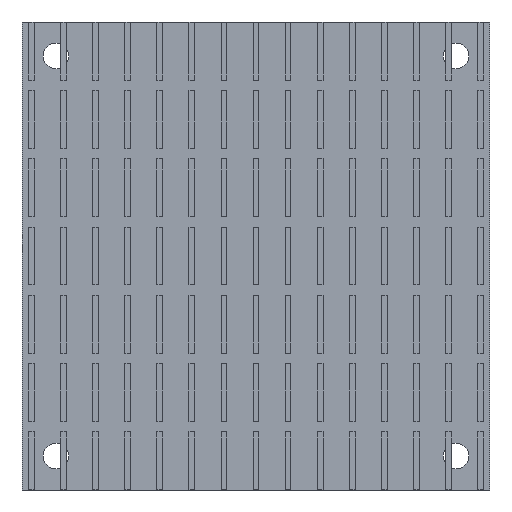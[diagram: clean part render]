
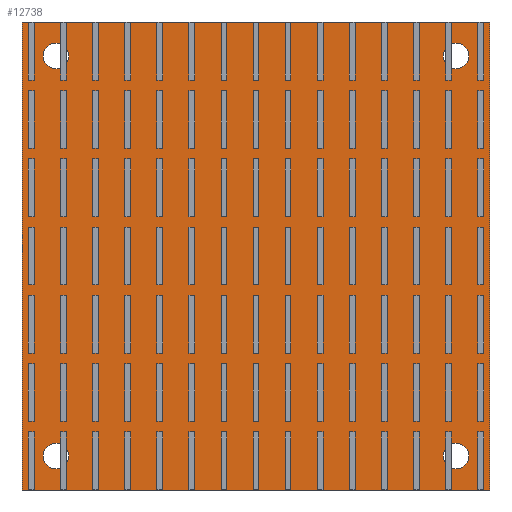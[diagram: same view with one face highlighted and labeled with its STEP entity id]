
A CAD part, front view. The second image highlights one B-rep face of the part: STEP entity #12738.
In plain terms, the highlighted face is planar.
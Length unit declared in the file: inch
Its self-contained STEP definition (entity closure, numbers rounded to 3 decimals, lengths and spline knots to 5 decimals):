
#468 = AXIS2_PLACEMENT_3D ( 'NONE', #31598, #28450, #17799 ) ;
#1070 = CARTESIAN_POINT ( 'NONE',  ( 2.481, -8.64381, -52.96141 ) ) ;
#1244 = DIRECTION ( 'NONE',  ( 1., 0., 0. ) ) ;
#1552 = DIRECTION ( 'NONE',  ( -1., 0., 0. ) ) ;
#1567 = VERTEX_POINT ( 'NONE', #31377 ) ;
#1573 = EDGE_CURVE ( 'NONE', #11198, #4575, #9780, .T. ) ;
#2060 = AXIS2_PLACEMENT_3D ( 'NONE', #33710, #6803, #23091 ) ;
#2372 = CARTESIAN_POINT ( 'NONE',  ( 2.756, 0., -52.96141 ) ) ;
#2405 = EDGE_CURVE ( 'NONE', #33751, #15775, #4110, .T. ) ;
#2413 = DIRECTION ( 'NONE',  ( 0., 0., 1. ) ) ;
#2540 = FACE_BOUND ( 'NONE', #15345, .T. ) ;
#2559 = EDGE_LOOP ( 'NONE', ( #6978, #18645 ) ) ;
#3665 = CARTESIAN_POINT ( 'NONE',  ( 2.756, -8.84381, -52.96141 ) ) ;
#3780 = AXIS2_PLACEMENT_3D ( 'NONE', #31317, #12206, #1244 ) ;
#3804 = ORIENTED_EDGE ( 'NONE', *, *, #27120, .T. ) ;
#4110 = CIRCLE ( 'NONE', #21052, 0.075 ) ;
#4371 = EDGE_CURVE ( 'NONE', #4575, #25588, #8986, .T. ) ;
#4575 = VERTEX_POINT ( 'NONE', #25815 ) ;
#5013 = FACE_BOUND ( 'NONE', #34609, .T. ) ;
#5245 = DIRECTION ( 'NONE',  ( 1., 0., 0. ) ) ;
#5717 = VECTOR ( 'NONE', #1552, 39.37008 ) ;
#6803 = DIRECTION ( 'NONE',  ( 0., 0., 1. ) ) ;
#6962 = CARTESIAN_POINT ( 'NONE',  ( 2.756, -8.84381, -52.96141 ) ) ;
#6978 = ORIENTED_EDGE ( 'NONE', *, *, #26835, .T. ) ;
#7327 = LINE ( 'NONE', #9975, #13937 ) ;
#7476 = ORIENTED_EDGE ( 'NONE', *, *, #20788, .T. ) ;
#7509 = CARTESIAN_POINT ( 'NONE',  ( 0.125, -6.28781, -52.96141 ) ) ;
#8248 = CARTESIAN_POINT ( 'NONE',  ( 2.556, -8.64381, -52.96141 ) ) ;
#8610 = DIRECTION ( 'NONE',  ( 0., 0., 1. ) ) ;
#8699 = EDGE_CURVE ( 'NONE', #1567, #25588, #12167, .T. ) ;
#8986 = LINE ( 'NONE', #19445, #28600 ) ;
#9670 = EDGE_CURVE ( 'NONE', #16769, #18439, #29465, .T. ) ;
#9780 = LINE ( 'NONE', #6962, #18782 ) ;
#9975 = CARTESIAN_POINT ( 'NONE',  ( 2.756, 0., -52.96141 ) ) ;
#10211 = CARTESIAN_POINT ( 'NONE',  ( 2.556, -8.64381, -52.96141 ) ) ;
#10365 = VERTEX_POINT ( 'NONE', #7509 ) ;
#10556 = CIRCLE ( 'NONE', #3780, 0.075 ) ;
#10591 = DIRECTION ( 'NONE',  ( 1., 0., 0. ) ) ;
#11118 = DIRECTION ( 'NONE',  ( 0., 0., 1. ) ) ;
#11198 = VERTEX_POINT ( 'NONE', #3665 ) ;
#12166 = DIRECTION ( 'NONE',  ( 0., 0., 1. ) ) ;
#12167 = LINE ( 'NONE', #12858, #5717 ) ;
#12206 = DIRECTION ( 'NONE',  ( 0., 0., 1. ) ) ;
#12738 = ADVANCED_FACE ( 'NONE', ( #29287, #34930, #2540, #5013, #15999 ), #26288, .F. ) ;
#12786 = CIRCLE ( 'NONE', #2060, 0.075 ) ;
#12858 = CARTESIAN_POINT ( 'NONE',  ( 2.756, -6.08781, -52.96141 ) ) ;
#13225 = DIRECTION ( 'NONE',  ( 0., 0., 1. ) ) ;
#13402 = AXIS2_PLACEMENT_3D ( 'NONE', #28123, #12166, #20655 ) ;
#13514 = CARTESIAN_POINT ( 'NONE',  ( 2.481, -6.28781, -52.96141 ) ) ;
#13515 = DIRECTION ( 'NONE',  ( 1., 0., 0. ) ) ;
#13745 = AXIS2_PLACEMENT_3D ( 'NONE', #2372, #32097, #13515 ) ;
#13937 = VECTOR ( 'NONE', #15472, 39.37008 ) ;
#14408 = CARTESIAN_POINT ( 'NONE',  ( 2.631, -6.28781, -52.96141 ) ) ;
#14978 = CARTESIAN_POINT ( 'NONE',  ( 2.631, -8.64381, -52.96141 ) ) ;
#15127 = AXIS2_PLACEMENT_3D ( 'NONE', #10211, #13225, #5245 ) ;
#15345 = EDGE_LOOP ( 'NONE', ( #15990, #26224 ) ) ;
#15472 = DIRECTION ( 'NONE',  ( 0., 1., 0. ) ) ;
#15775 = VERTEX_POINT ( 'NONE', #1070 ) ;
#15990 = ORIENTED_EDGE ( 'NONE', *, *, #2405, .T. ) ;
#15999 = FACE_OUTER_BOUND ( 'NONE', #17081, .T. ) ;
#16205 = AXIS2_PLACEMENT_3D ( 'NONE', #34788, #2413, #23990 ) ;
#16769 = VERTEX_POINT ( 'NONE', #13514 ) ;
#17081 = EDGE_LOOP ( 'NONE', ( #30142, #34857, #25717, #28593 ) ) ;
#17287 = EDGE_LOOP ( 'NONE', ( #7476, #29211 ) ) ;
#17799 = DIRECTION ( 'NONE',  ( 1., 0., 0. ) ) ;
#18439 = VERTEX_POINT ( 'NONE', #14408 ) ;
#18645 = ORIENTED_EDGE ( 'NONE', *, *, #27458, .T. ) ;
#18782 = VECTOR ( 'NONE', #20589, 39.37008 ) ;
#19438 = EDGE_CURVE ( 'NONE', #15775, #33751, #30385, .T. ) ;
#19445 = CARTESIAN_POINT ( 'NONE',  ( 0., 0., -52.96141 ) ) ;
#20047 = CARTESIAN_POINT ( 'NONE',  ( 0.125, -8.64381, -52.96141 ) ) ;
#20589 = DIRECTION ( 'NONE',  ( -1., 0., 0. ) ) ;
#20655 = DIRECTION ( 'NONE',  ( 1., 0., 0. ) ) ;
#20788 = EDGE_CURVE ( 'NONE', #18439, #16769, #34396, .T. ) ;
#21052 = AXIS2_PLACEMENT_3D ( 'NONE', #8248, #8610, #24732 ) ;
#22340 = CARTESIAN_POINT ( 'NONE',  ( 0., -6.08781, -52.96141 ) ) ;
#22449 = DIRECTION ( 'NONE',  ( 0., 1., 0. ) ) ;
#22453 = CIRCLE ( 'NONE', #13402, 0.075 ) ;
#23091 = DIRECTION ( 'NONE',  ( 1., 0., 0. ) ) ;
#23775 = CARTESIAN_POINT ( 'NONE',  ( 0.275, -6.28781, -52.96141 ) ) ;
#23792 = AXIS2_PLACEMENT_3D ( 'NONE', #31542, #11118, #10591 ) ;
#23990 = DIRECTION ( 'NONE',  ( 1., 0., 0. ) ) ;
#24103 = CIRCLE ( 'NONE', #16205, 0.075 ) ;
#24732 = DIRECTION ( 'NONE',  ( 1., 0., 0. ) ) ;
#25588 = VERTEX_POINT ( 'NONE', #22340 ) ;
#25717 = ORIENTED_EDGE ( 'NONE', *, *, #26873, .F. ) ;
#25797 = VERTEX_POINT ( 'NONE', #29059 ) ;
#25815 = CARTESIAN_POINT ( 'NONE',  ( 0., -8.84381, -52.96141 ) ) ;
#26224 = ORIENTED_EDGE ( 'NONE', *, *, #19438, .T. ) ;
#26288 = PLANE ( 'NONE',  #13745 ) ;
#26459 = ORIENTED_EDGE ( 'NONE', *, *, #26533, .T. ) ;
#26533 = EDGE_CURVE ( 'NONE', #25797, #29865, #24103, .T. ) ;
#26835 = EDGE_CURVE ( 'NONE', #26944, #10365, #12786, .T. ) ;
#26873 = EDGE_CURVE ( 'NONE', #11198, #1567, #7327, .T. ) ;
#26944 = VERTEX_POINT ( 'NONE', #23775 ) ;
#27120 = EDGE_CURVE ( 'NONE', #29865, #25797, #10556, .T. ) ;
#27458 = EDGE_CURVE ( 'NONE', #10365, #26944, #22453, .T. ) ;
#28123 = CARTESIAN_POINT ( 'NONE',  ( 0.2, -6.28781, -52.96141 ) ) ;
#28450 = DIRECTION ( 'NONE',  ( 0., 0., 1. ) ) ;
#28593 = ORIENTED_EDGE ( 'NONE', *, *, #1573, .T. ) ;
#28600 = VECTOR ( 'NONE', #22449, 39.37008 ) ;
#29059 = CARTESIAN_POINT ( 'NONE',  ( 0.275, -8.64381, -52.96141 ) ) ;
#29211 = ORIENTED_EDGE ( 'NONE', *, *, #9670, .T. ) ;
#29287 = FACE_BOUND ( 'NONE', #2559, .T. ) ;
#29465 = CIRCLE ( 'NONE', #23792, 0.075 ) ;
#29865 = VERTEX_POINT ( 'NONE', #20047 ) ;
#30142 = ORIENTED_EDGE ( 'NONE', *, *, #4371, .T. ) ;
#30385 = CIRCLE ( 'NONE', #15127, 0.075 ) ;
#31317 = CARTESIAN_POINT ( 'NONE',  ( 0.2, -8.64381, -52.96141 ) ) ;
#31377 = CARTESIAN_POINT ( 'NONE',  ( 2.756, -6.08781, -52.96141 ) ) ;
#31542 = CARTESIAN_POINT ( 'NONE',  ( 2.556, -6.28781, -52.96141 ) ) ;
#31598 = CARTESIAN_POINT ( 'NONE',  ( 2.556, -6.28781, -52.96141 ) ) ;
#32097 = DIRECTION ( 'NONE',  ( 0., 0., 1. ) ) ;
#33710 = CARTESIAN_POINT ( 'NONE',  ( 0.2, -6.28781, -52.96141 ) ) ;
#33751 = VERTEX_POINT ( 'NONE', #14978 ) ;
#34396 = CIRCLE ( 'NONE', #468, 0.075 ) ;
#34609 = EDGE_LOOP ( 'NONE', ( #26459, #3804 ) ) ;
#34788 = CARTESIAN_POINT ( 'NONE',  ( 0.2, -8.64381, -52.96141 ) ) ;
#34857 = ORIENTED_EDGE ( 'NONE', *, *, #8699, .F. ) ;
#34930 = FACE_BOUND ( 'NONE', #17287, .T. ) ;
